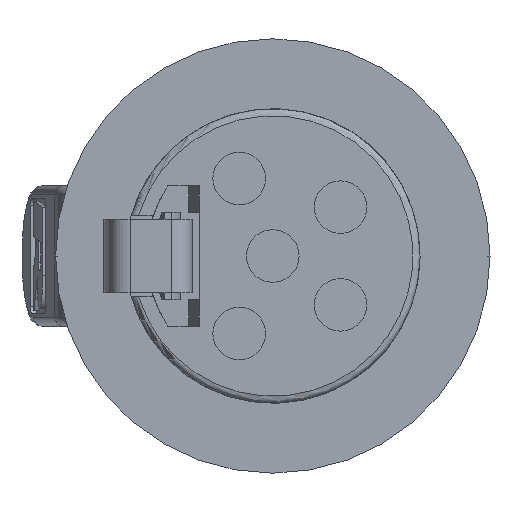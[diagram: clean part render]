
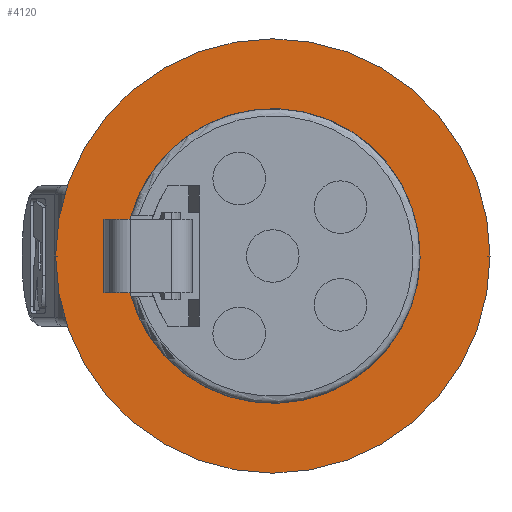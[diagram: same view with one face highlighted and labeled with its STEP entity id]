
A CAD part, left-side view. The second image highlights one B-rep face of the part: STEP entity #4120.
In plain terms, the highlighted planar face has unit normal (-1, 0, 0).
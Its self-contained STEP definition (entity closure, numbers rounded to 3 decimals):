
#856=CARTESIAN_POINT('',(-2.466,0.,0.));
#857=DIRECTION('',(1.,0.,0.));
#858=DIRECTION('',(0.,-1.,0.));
#859=AXIS2_PLACEMENT_3D('',#856,#857,#858);
#861=CARTESIAN_POINT('',(-2.466,0.,0.));
#862=DIRECTION('',(1.,0.,0.));
#863=DIRECTION('',(0.,1.,0.));
#864=AXIS2_PLACEMENT_3D('',#861,#862,#863);
#866=CARTESIAN_POINT('',(-2.466,0.,0.));
#867=DIRECTION('',(-1.,0.,0.));
#868=DIRECTION('',(0.,-1.,0.));
#869=AXIS2_PLACEMENT_3D('',#866,#867,#868);
#871=CARTESIAN_POINT('',(-2.466,0.,0.));
#872=DIRECTION('',(-1.,0.,0.));
#873=DIRECTION('',(0.,0.835,0.55));
#874=AXIS2_PLACEMENT_3D('',#871,#872,#873);
#876=CARTESIAN_POINT('',(-2.466,0.,0.));
#877=DIRECTION('',(-1.,0.,0.));
#878=DIRECTION('',(0.,1.,0.));
#879=AXIS2_PLACEMENT_3D('',#876,#877,#878);
#881=DIRECTION('',(0.,1.,0.));
#882=VECTOR('',#881,0.289);
#883=CARTESIAN_POINT('',(-2.466,3.304,-2.175));
#884=LINE('',#883,#882);
#885=CARTESIAN_POINT('',(-2.466,0.,0.));
#886=DIRECTION('',(-1.,0.,0.));
#887=DIRECTION('',(0.,0.855,-0.518));
#888=AXIS2_PLACEMENT_3D('',#885,#886,#887);
#922=DIRECTION('',(0.,1.,0.));
#923=VECTOR('',#922,0.289);
#924=CARTESIAN_POINT('',(-2.466,3.304,2.175));
#925=LINE('',#924,#923);
#1472=DIRECTION('',(0.,0.,1.));
#1473=VECTOR('',#1472,2.1);
#1474=CARTESIAN_POINT('',(-2.466,4.693,-1.05));
#1475=LINE('',#1474,#1473);
#1480=DIRECTION('',(0.,-1.,0.));
#1481=VECTOR('',#1480,0.304);
#1482=CARTESIAN_POINT('',(-2.466,4.693,1.05));
#1483=LINE('',#1482,#1481);
#1498=DIRECTION('',(0.,0.,-1.));
#1499=VECTOR('',#1498,2.1);
#1500=CARTESIAN_POINT('',(-2.466,4.389,1.05));
#1501=LINE('',#1500,#1499);
#1506=DIRECTION('',(0.,1.,0.));
#1507=VECTOR('',#1506,0.304);
#1508=CARTESIAN_POINT('',(-2.466,4.389,-1.05));
#1509=LINE('',#1508,#1507);
#2607=CARTESIAN_POINT('',(-2.466,-6.196,0.));
#2608=VERTEX_POINT('',#2607);
#2609=CARTESIAN_POINT('',(-2.466,6.196,0.));
#2610=VERTEX_POINT('',#2609);
#2611=CARTESIAN_POINT('',(-2.466,-4.2,0.));
#2612=CARTESIAN_POINT('',(-2.466,3.593,2.175));
#2613=VERTEX_POINT('',#2611);
#2614=VERTEX_POINT('',#2612);
#2615=CARTESIAN_POINT('',(-2.466,3.304,2.175));
#2616=VERTEX_POINT('',#2615);
#2617=CARTESIAN_POINT('',(-2.466,3.956,0.));
#2618=CARTESIAN_POINT('',(-2.466,3.304,-2.175));
#2619=VERTEX_POINT('',#2617);
#2620=VERTEX_POINT('',#2618);
#2621=CARTESIAN_POINT('',(-2.466,3.593,-2.175));
#2622=VERTEX_POINT('',#2621);
#2623=CARTESIAN_POINT('',(-2.466,4.389,1.05));
#2624=CARTESIAN_POINT('',(-2.466,4.389,-1.05));
#2625=VERTEX_POINT('',#2623);
#2626=VERTEX_POINT('',#2624);
#2627=CARTESIAN_POINT('',(-2.466,4.693,1.05));
#2628=VERTEX_POINT('',#2627);
#2629=CARTESIAN_POINT('',(-2.466,4.693,-1.05));
#2630=VERTEX_POINT('',#2629);
#4087=CARTESIAN_POINT('',(-2.466,0.,0.));
#4088=DIRECTION('',(1.,0.,0.));
#4089=DIRECTION('',(0.,-1.,0.));
#4090=AXIS2_PLACEMENT_3D('',#4087,#4088,#4089);
#4091=PLANE('',#4090);
#4092=ORIENTED_EDGE('',*,*,#4069,.T.);
#4093=ORIENTED_EDGE('',*,*,#4080,.T.);
#4094=EDGE_LOOP('',(#4092,#4093));
#4095=FACE_OUTER_BOUND('',#4094,.F.);
#4097=ORIENTED_EDGE('',*,*,#4096,.T.);
#4099=ORIENTED_EDGE('',*,*,#4098,.F.);
#4101=ORIENTED_EDGE('',*,*,#4100,.T.);
#4103=ORIENTED_EDGE('',*,*,#4102,.T.);
#4105=ORIENTED_EDGE('',*,*,#4104,.T.);
#4107=ORIENTED_EDGE('',*,*,#4106,.T.);
#4108=EDGE_LOOP('',(#4097,#4099,#4101,#4103,#4105,#4107));
#4109=FACE_BOUND('',#4108,.F.);
#4111=ORIENTED_EDGE('',*,*,#4110,.F.);
#4113=ORIENTED_EDGE('',*,*,#4112,.F.);
#4115=ORIENTED_EDGE('',*,*,#4114,.F.);
#4117=ORIENTED_EDGE('',*,*,#4116,.F.);
#4118=EDGE_LOOP('',(#4111,#4113,#4115,#4117));
#4119=FACE_BOUND('',#4118,.F.);
#860=CIRCLE('',#859,6.196);
#865=CIRCLE('',#864,6.196);
#870=CIRCLE('',#869,4.2);
#875=CIRCLE('',#874,3.956);
#880=CIRCLE('',#879,3.956);
#889=CIRCLE('',#888,4.2);
#4069=EDGE_CURVE('',#2608,#2610,#860,.T.);
#4080=EDGE_CURVE('',#2610,#2608,#865,.T.);
#4096=EDGE_CURVE('',#2613,#2614,#870,.T.);
#4098=EDGE_CURVE('',#2616,#2614,#925,.T.);
#4100=EDGE_CURVE('',#2616,#2619,#875,.T.);
#4102=EDGE_CURVE('',#2619,#2620,#880,.T.);
#4104=EDGE_CURVE('',#2620,#2622,#884,.T.);
#4106=EDGE_CURVE('',#2622,#2613,#889,.T.);
#4110=EDGE_CURVE('',#2625,#2626,#1501,.T.);
#4112=EDGE_CURVE('',#2628,#2625,#1483,.T.);
#4114=EDGE_CURVE('',#2630,#2628,#1475,.T.);
#4116=EDGE_CURVE('',#2626,#2630,#1509,.T.);
#4120=ADVANCED_FACE('',(#4095,#4109,#4119),#4091,.F.);
